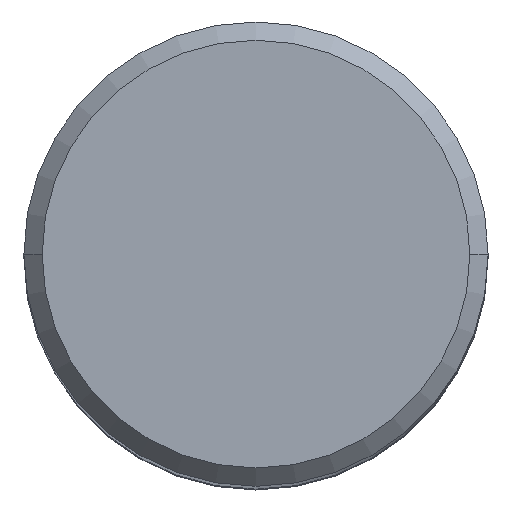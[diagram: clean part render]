
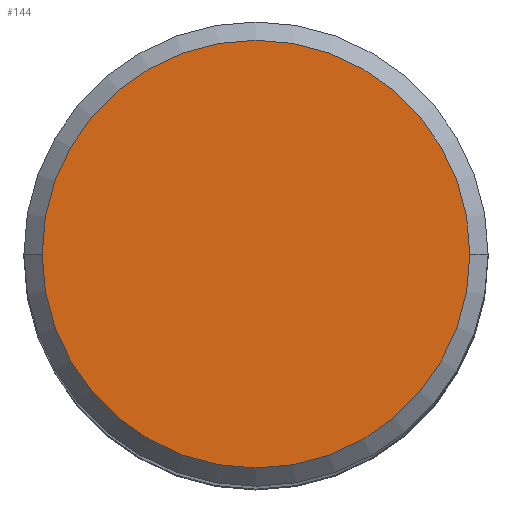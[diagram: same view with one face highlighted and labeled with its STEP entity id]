
A CAD part, top view. The second image highlights one B-rep face of the part: STEP entity #144.
In plain terms, the highlighted planar face has unit normal (0, 0, 1).
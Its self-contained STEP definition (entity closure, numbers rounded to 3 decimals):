
#32=PLANE('',#1104);
#144=ADVANCED_FACE('',(#212),#32,.F.);
#212=FACE_OUTER_BOUND('',#270,.T.);
#270=EDGE_LOOP('',(#482,#483,#484,#485));
#482=ORIENTED_EDGE('',*,*,#710,.F.);
#483=ORIENTED_EDGE('',*,*,#711,.F.);
#484=ORIENTED_EDGE('',*,*,#709,.F.);
#485=ORIENTED_EDGE('',*,*,#708,.F.);
#590=VERTEX_POINT('',#2497);
#591=VERTEX_POINT('',#2499);
#592=VERTEX_POINT('',#2501);
#593=VERTEX_POINT('',#2505);
#708=EDGE_CURVE('',#591,#592,#841,.T.);
#709=EDGE_CURVE('',#592,#590,#842,.T.);
#710=EDGE_CURVE('',#593,#591,#843,.T.);
#711=EDGE_CURVE('',#590,#593,#844,.T.);
#841=CIRCLE('',#1099,11.7);
#842=CIRCLE('',#1100,11.7);
#843=CIRCLE('',#1102,11.7);
#844=CIRCLE('',#1103,11.7);
#1099=AXIS2_PLACEMENT_3D('',#2500,#1326,#1327);
#1100=AXIS2_PLACEMENT_3D('',#2502,#1328,#1329);
#1102=AXIS2_PLACEMENT_3D('',#2504,#1332,#1333);
#1103=AXIS2_PLACEMENT_3D('',#2506,#1334,#1335);
#1104=AXIS2_PLACEMENT_3D('',#2507,#1336,#1337);
#1326=DIRECTION('',(0.,0.,-1.));
#1327=DIRECTION('',(1.,0.,0.));
#1328=DIRECTION('',(0.,0.,-1.));
#1329=DIRECTION('',(0.,-1.,0.));
#1332=DIRECTION('',(0.,0.,-1.));
#1333=DIRECTION('',(0.,1.,0.));
#1334=DIRECTION('',(0.,0.,-1.));
#1335=DIRECTION('',(-1.,0.,0.));
#1336=DIRECTION('',(0.,0.,-1.));
#1337=DIRECTION('',(1.,0.,0.));
#2497=CARTESIAN_POINT('',(-11.7,0.,43.656));
#2499=CARTESIAN_POINT('',(11.7,0.,43.656));
#2500=CARTESIAN_POINT('',(0.,0.,43.656));
#2501=CARTESIAN_POINT('',(0.,-11.7,43.656));
#2502=CARTESIAN_POINT('',(0.,0.,43.656));
#2504=CARTESIAN_POINT('',(0.,0.,43.656));
#2505=CARTESIAN_POINT('',(0.,11.7,43.656));
#2506=CARTESIAN_POINT('',(0.,0.,43.656));
#2507=CARTESIAN_POINT('',(0.,0.,43.656));
